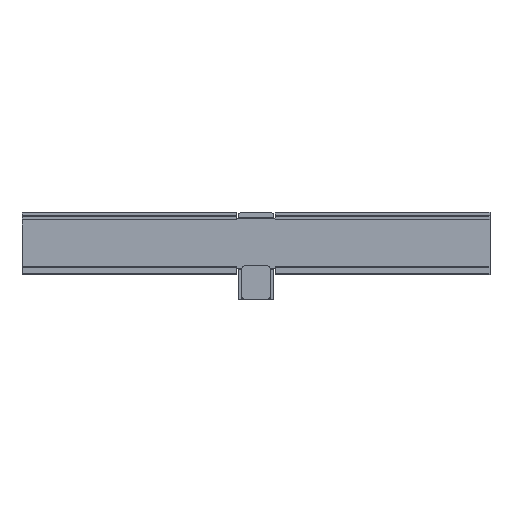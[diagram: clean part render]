
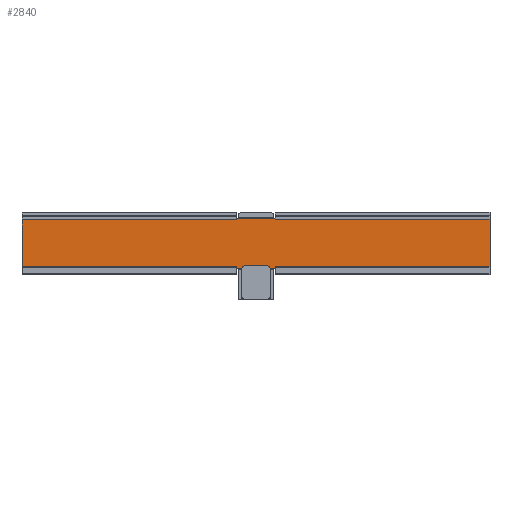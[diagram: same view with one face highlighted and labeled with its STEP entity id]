
A CAD part, top view. The second image highlights one B-rep face of the part: STEP entity #2840.
In plain terms, the highlighted planar face has unit normal (0, 0, 1).
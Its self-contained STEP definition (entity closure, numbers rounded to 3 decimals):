
#52=DIRECTION('',(0.,-1.,0.));
#53=VECTOR('',#52,12.);
#54=CARTESIAN_POINT('',(0.,-2.,0.));
#55=LINE('',#54,#53);
#266=DIRECTION('',(1.,0.,0.));
#267=VECTOR('',#266,55.);
#268=CARTESIAN_POINT('',(0.,-2.,0.));
#269=LINE('',#268,#267);
#287=DIRECTION('',(1.,0.,0.));
#288=VECTOR('',#287,55.);
#289=CARTESIAN_POINT('',(65.,-2.,0.));
#290=LINE('',#289,#288);
#308=DIRECTION('',(1.,0.,0.));
#309=VECTOR('',#308,10.);
#310=CARTESIAN_POINT('',(55.,-1.65,0.));
#311=LINE('',#310,#309);
#315=DIRECTION('',(0.,-1.,0.));
#316=VECTOR('',#315,0.35);
#317=CARTESIAN_POINT('',(55.,-1.65,0.));
#318=LINE('',#317,#316);
#322=DIRECTION('',(0.,-1.,0.));
#323=VECTOR('',#322,0.35);
#324=CARTESIAN_POINT('',(55.,-14.,0.));
#325=LINE('',#324,#323);
#1128=DIRECTION('',(1.,0.,0.));
#1129=VECTOR('',#1128,55.);
#1130=CARTESIAN_POINT('',(0.,-14.,0.));
#1131=LINE('',#1130,#1129);
#1142=DIRECTION('',(1.,0.,0.));
#1143=VECTOR('',#1142,55.);
#1144=CARTESIAN_POINT('',(65.,-14.,0.));
#1145=LINE('',#1144,#1143);
#1163=DIRECTION('',(0.,-1.,0.));
#1164=VECTOR('',#1163,12.);
#1165=CARTESIAN_POINT('',(120.,-2.,0.));
#1166=LINE('',#1165,#1164);
#1377=DIRECTION('',(0.,-1.,0.));
#1378=VECTOR('',#1377,0.35);
#1379=CARTESIAN_POINT('',(65.,-1.65,0.));
#1380=LINE('',#1379,#1378);
#1405=DIRECTION('',(0.,-1.,0.));
#1406=VECTOR('',#1405,0.35);
#1407=CARTESIAN_POINT('',(65.,-14.,0.));
#1408=LINE('',#1407,#1406);
#1440=DIRECTION('',(1.,0.,0.));
#1441=VECTOR('',#1440,1.363);
#1442=CARTESIAN_POINT('',(55.,-14.35,0.));
#1443=LINE('',#1442,#1441);
#1447=DIRECTION('',(1.,0.,0.));
#1448=VECTOR('',#1447,1.363);
#1449=CARTESIAN_POINT('',(63.637,-14.35,0.));
#1450=LINE('',#1449,#1448);
#1454=CARTESIAN_POINT('',(57.3,-14.7,0.));
#1455=DIRECTION('',(0.,0.,1.));
#1456=DIRECTION('',(0.,1.,0.));
#1457=AXIS2_PLACEMENT_3D('',#1454,#1455,#1456);
#1476=DIRECTION('',(1.,0.,0.));
#1477=VECTOR('',#1476,5.4);
#1478=CARTESIAN_POINT('',(57.3,-13.7,0.));
#1479=LINE('',#1478,#1477);
#1497=CARTESIAN_POINT('',(62.7,-14.7,0.));
#1498=DIRECTION('',(0.,0.,1.));
#1499=DIRECTION('',(0.937,0.35,0.));
#1500=AXIS2_PLACEMENT_3D('',#1497,#1498,#1499);
#2617=CARTESIAN_POINT('',(0.,-2.,0.));
#2618=CARTESIAN_POINT('',(55.,-2.,0.));
#2619=VERTEX_POINT('',#2617);
#2620=VERTEX_POINT('',#2618);
#2621=CARTESIAN_POINT('',(65.,-2.,0.));
#2622=CARTESIAN_POINT('',(120.,-2.,0.));
#2623=VERTEX_POINT('',#2621);
#2624=VERTEX_POINT('',#2622);
#2625=CARTESIAN_POINT('',(0.,-14.,0.));
#2626=CARTESIAN_POINT('',(55.,-14.,0.));
#2627=VERTEX_POINT('',#2625);
#2628=VERTEX_POINT('',#2626);
#2629=CARTESIAN_POINT('',(65.,-14.,0.));
#2630=CARTESIAN_POINT('',(120.,-14.,0.));
#2631=VERTEX_POINT('',#2629);
#2632=VERTEX_POINT('',#2630);
#2633=CARTESIAN_POINT('',(55.,-1.65,0.));
#2634=VERTEX_POINT('',#2633);
#2635=CARTESIAN_POINT('',(55.,-14.35,0.));
#2636=VERTEX_POINT('',#2635);
#2641=CARTESIAN_POINT('',(65.,-1.65,0.));
#2642=VERTEX_POINT('',#2641);
#2643=CARTESIAN_POINT('',(65.,-14.35,0.));
#2644=VERTEX_POINT('',#2643);
#2661=CARTESIAN_POINT('',(57.3,-13.7,0.));
#2662=CARTESIAN_POINT('',(62.7,-13.7,0.));
#2663=VERTEX_POINT('',#2661);
#2664=VERTEX_POINT('',#2662);
#2665=CARTESIAN_POINT('',(63.637,-14.35,0.));
#2666=VERTEX_POINT('',#2665);
#2667=CARTESIAN_POINT('',(56.363,-14.35,0.));
#2668=VERTEX_POINT('',#2667);
#2804=CARTESIAN_POINT('',(0.,-1.65,0.));
#2805=DIRECTION('',(0.,0.,1.));
#2806=DIRECTION('',(0.,-1.,0.));
#2807=AXIS2_PLACEMENT_3D('',#2804,#2805,#2806);
#2808=PLANE('',#2807);
#2809=ORIENTED_EDGE('',*,*,#2778,.T.);
#2811=ORIENTED_EDGE('',*,*,#2810,.F.);
#2813=ORIENTED_EDGE('',*,*,#2812,.T.);
#2815=ORIENTED_EDGE('',*,*,#2814,.T.);
#2816=ORIENTED_EDGE('',*,*,#2793,.T.);
#2818=ORIENTED_EDGE('',*,*,#2817,.T.);
#2820=ORIENTED_EDGE('',*,*,#2819,.F.);
#2822=ORIENTED_EDGE('',*,*,#2821,.T.);
#2824=ORIENTED_EDGE('',*,*,#2823,.F.);
#2826=ORIENTED_EDGE('',*,*,#2825,.T.);
#2828=ORIENTED_EDGE('',*,*,#2827,.F.);
#2830=ORIENTED_EDGE('',*,*,#2829,.T.);
#2832=ORIENTED_EDGE('',*,*,#2831,.F.);
#2834=ORIENTED_EDGE('',*,*,#2833,.F.);
#2836=ORIENTED_EDGE('',*,*,#2835,.F.);
#2837=ORIENTED_EDGE('',*,*,#2712,.F.);
#2838=EDGE_LOOP('',(#2809,#2811,#2813,#2815,#2816,#2818,#2820,#2822,#2824,#2826,
#2828,#2830,#2832,#2834,#2836,#2837));
#2839=FACE_OUTER_BOUND('',#2838,.F.);
#1458=CIRCLE('',#1457,1.);
#1501=CIRCLE('',#1500,1.);
#2712=EDGE_CURVE('',#2619,#2627,#55,.T.);
#2778=EDGE_CURVE('',#2619,#2620,#269,.T.);
#2793=EDGE_CURVE('',#2623,#2624,#290,.T.);
#2810=EDGE_CURVE('',#2634,#2620,#318,.T.);
#2812=EDGE_CURVE('',#2634,#2642,#311,.T.);
#2814=EDGE_CURVE('',#2642,#2623,#1380,.T.);
#2817=EDGE_CURVE('',#2624,#2632,#1166,.T.);
#2819=EDGE_CURVE('',#2631,#2632,#1145,.T.);
#2821=EDGE_CURVE('',#2631,#2644,#1408,.T.);
#2823=EDGE_CURVE('',#2666,#2644,#1450,.T.);
#2825=EDGE_CURVE('',#2666,#2664,#1501,.T.);
#2827=EDGE_CURVE('',#2663,#2664,#1479,.T.);
#2829=EDGE_CURVE('',#2663,#2668,#1458,.T.);
#2831=EDGE_CURVE('',#2636,#2668,#1443,.T.);
#2833=EDGE_CURVE('',#2628,#2636,#325,.T.);
#2835=EDGE_CURVE('',#2627,#2628,#1131,.T.);
#2840=ADVANCED_FACE('',(#2839),#2808,.T.);
